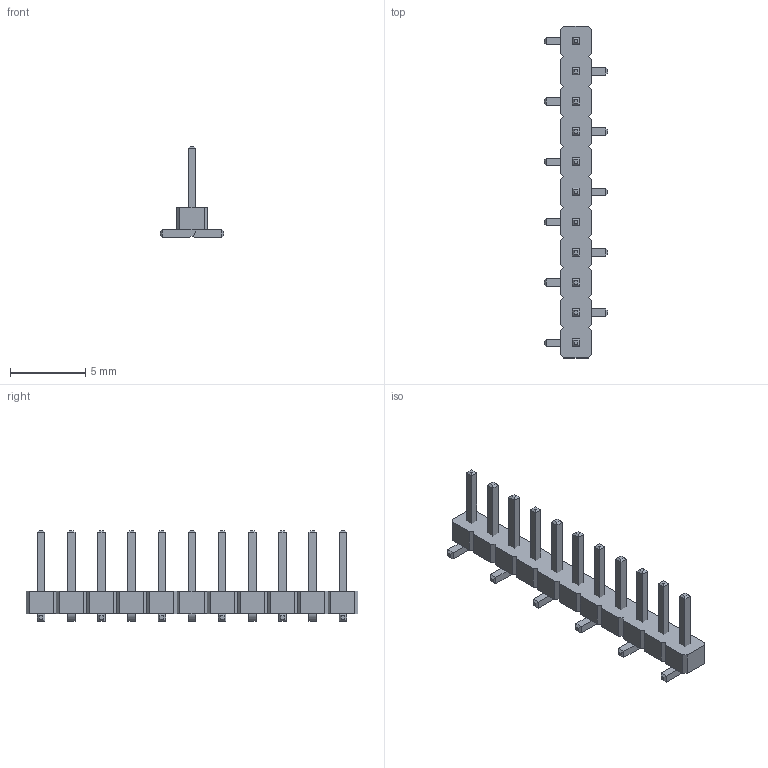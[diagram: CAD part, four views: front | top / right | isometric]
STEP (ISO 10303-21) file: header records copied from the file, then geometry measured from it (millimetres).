
FILE_DESCRIPTION(/* description */ ('model of PinHeader_1x11_P2.00mm_Vertical_SMD_Pin1Left'),/* implementation_level */ '2;1');
FILE_NAME(/* name */ 'PinHeader_1x11_P2.00mm_Vertical_SMD_Pin1Left.step',/* time_stamp */ '2018-01-24T12:59:30',/* author */ ('kicad StepUp','ksu'),/* organization */ ('FreeCAD'),/* preprocessor_version */ 'OCC',/* originating_system */ 'kicad StepUp',/* authorisation */ '');
FILE_SCHEMA(('AUTOMOTIVE_DESIGN { 1 0 10303 214 1 1 1 1 }'));
Length unit declared in the file: millimetre
Products named in the file (2): PinHeader_1x11_P200mm_Vertical_SMD_Pin1Left; Shape0_0330826170301
Bounding box: 4.2 x 22 x 6 mm (x, y, z)
Volume: 85.7 mm3; surface area: 334.6 mm2
Topology: 12 solids, 12 shells, 257 faces, 611 edges, 378 vertices
Faces by surface type: plane 246, cylinder 11
Entity records: 4683 total; most frequent: ORIENTED_EDGE 945, CARTESIAN_POINT 711, EDGE_CURVE 611, LINE 589, VERTEX_POINT 378, AXIS2_PLACEMENT_3D 274, ADVANCED_FACE 257, FACE_BOUND 257
